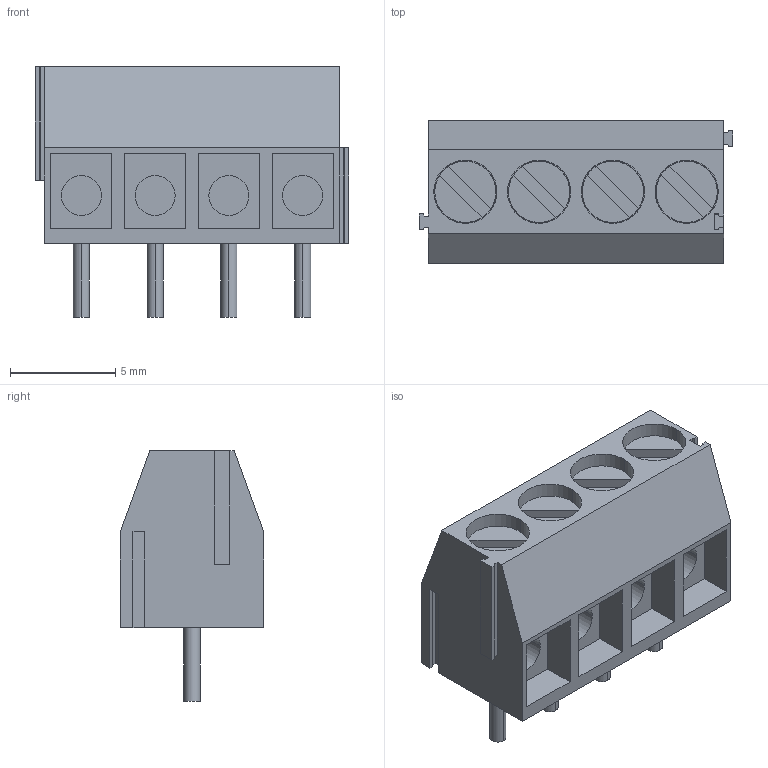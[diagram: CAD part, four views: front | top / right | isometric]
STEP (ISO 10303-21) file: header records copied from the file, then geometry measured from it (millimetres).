
FILE_DESCRIPTION(('CATIA V5 STEP Exchange','CAx-IF Rec.Pracs.--- Model Styling and Organization---1.4--- 2014-01-23'),'2;1');
FILE_NAME ('D1458980_1', '2021-07-22T07:28:55+00:00', ('none'), ('Weidmueller'), 'CATIA Version 5-6 Release 2016 SP3 HF44', 'CATIA V5 STEP AP214', 'none');
FILE_SCHEMA(('AUTOMOTIVE_DESIGN { 1 0 10303 214 1 1 1 1 }'));
Length unit declared in the file: millimetre
Products named in the file (1): 1912340000
Bounding box: 14.9 x 6.8 x 11.9 mm (x, y, z)
Volume: 633.3 mm3; surface area: 1008 mm2
Topology: 13 solids, 13 shells, 160 faces, 378 edges, 252 vertices
Faces by surface type: plane 128, cylinder 32
Entity records: 4663 total; most frequent: CARTESIAN_POINT 782, ORIENTED_EDGE 756, DIRECTION 680, EDGE_CURVE 378, VECTOR 298, LINE 298, VERTEX_POINT 252, AXIS2_PLACEMENT_3D 232
